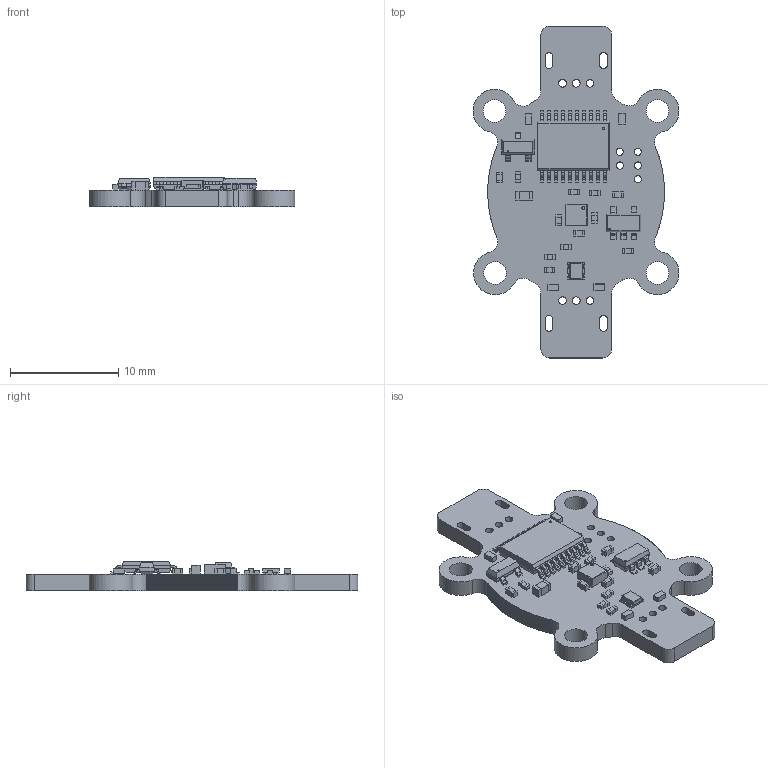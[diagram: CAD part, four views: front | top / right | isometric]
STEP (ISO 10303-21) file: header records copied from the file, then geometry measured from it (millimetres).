
FILE_DESCRIPTION(('Open CASCADE Model'),'2;1');
FILE_NAME('Open CASCADE Shape Model','2021-11-08T20:57:45',('Author'),( 'Open CASCADE'),'Open CASCADE STEP processor 6.8','Open CASCADE 6.8' ,'Unknown');
FILE_SCHEMA(('AUTOMOTIVE_DESIGN { 1 0 10303 214 1 1 1 1 }'));
Length unit declared in the file: millimetre
Products named in the file (50): PCB; Board; Open CASCADE STEP translator 6.8 2.1.1; U2; TSSOP20_STM; R6; 5859528576; Extruded; 5859528096; R5; C6; 6044445744; 6044445584; U3; MSRC-KXTJ3-1057_v1; R4; R3; R2; 6133204352; D2; MSRC-RCLAMP0521P-N_v2; D5; D4; U1; MSFT-SOT23-5; Model; R1; FB1; 6361353728; 6361353568; D6; MSRC-TZ-P4-1615RGBTCA1-0.55T; D3; D1; MSRC-Nexperia_SOT23; C5; C4; 6133203312; 6133203152; C3 ...
Assembly tree (82 placements, depth 4):
  PCB
    Board
      Open CASCADE STEP translator 6.8 2.1.1
    U2
      TSSOP20_STM
    R6
      5859528576  x2
        Extruded
      5859528096
        Extruded
    R5
      5859528576  x2
        Extruded
      5859528096
        Extruded
    C6
      6044445744  x2
        Extruded
      6044445584
        Extruded
    U3
      MSRC-KXTJ3-1057_v1
    R4
      5859528096
        Extruded
      5859528576  x2
        Extruded
    R3
      5859528576  x2
        Extruded
      5859528096
        Extruded
    R2
      6133204352  x2
        Extruded
      5859528096
        Extruded
    D2
      MSRC-RCLAMP0521P-N_v2
    D5
      MSRC-RCLAMP0521P-N_v2
    D4
      MSRC-RCLAMP0521P-N_v2
    U1
      MSFT-SOT23-5
        Model
    R1
      6133204352  x2
        Extruded
      5859528096
        Extruded
    FB1
      6361353728
        Extruded
      6361353568  x2
        Extruded
    D6
      MSRC-TZ-P4-1615RGBTCA1-0.55T
    D3
      MSRC-RCLAMP0521P-N_v2
Bounding box: 19.04 x 30.7 x 2.74 mm (x, y, z)
Volume: 601.3 mm3; surface area: 1221.6 mm2
Topology: 105 solids, 105 shells, 1281 faces, 3075 edges, 2006 vertices
Faces by surface type: plane 1006, cylinder 239, sphere 36
Full cylindrical faces by diameter (mm): 0.152 x1, 0.165 x1, 0.224 x1, 0.26 x1, 0.66 x5, 0.71 x6, 2.1 x4
Entity records: 33911 total; most frequent: CARTESIAN_POINT 5198, DIRECTION 5045, ORIENTED_EDGE 4980, EDGE_CURVE 2490, LINE 2067, VECTOR 2067, VERTEX_POINT 1640, AXIS2_PLACEMENT_3D 1489
